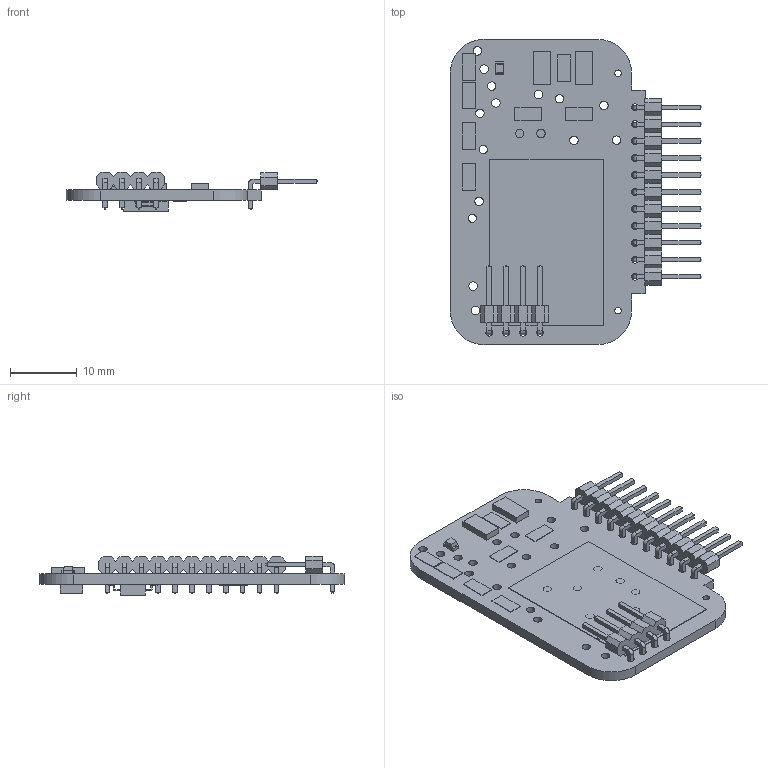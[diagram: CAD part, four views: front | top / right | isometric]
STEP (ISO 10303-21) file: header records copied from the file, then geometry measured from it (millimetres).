
FILE_DESCRIPTION(/* description */ (''),/* implementation_level */ '2;1');
FILE_NAME(/* name */ 'G850V ESP8266 II v1.step',/* time_stamp */ '2022-02-15T16:17:28+00:00',/* author */ (''),/* organization */ (''),/* preprocessor_version */ 'ST-DEVELOPER v18.1',/* originating_system */ 'Autodesk Translation Framework v10.13.0.1454',/* authorisation */ '');
FILE_SCHEMA (('AUTOMOTIVE_DESIGN { 1 0 10303 214 3 1 1 }'));
Length unit declared in the file: millimetre
Products named in the file (12): G850V ESP8266 II; Board; Packages; CAPC4532X135; 1X04/90; 1X11/90; SOT230P700X170-4; LEDC2012X110N_FLAT-B; Model; TACTILE_SWITCH_SMD_4.6X2.8MM; R0805; ESP-12E
Assembly tree (21 placements, depth 4):
  G850V ESP8266 II
    Board
    Packages
      CAPC4532X135
      1X04/90
      1X11/90
      SOT230P700X170-4
      LEDC2012X110N_FLAT-B
        Model
      TACTILE_SWITCH_SMD_4.6X2.8MM  x2
      R0805  x10
      ESP-12E
Bounding box: 37.7 x 45.72 x 5.94 mm (x, y, z)
Volume: 2370 mm3; surface area: 5086.5 mm2
Topology: 23 solids, 23 shells, 751 faces, 1787 edges, 1118 vertices
Faces by surface type: plane 578, cylinder 141, sphere 32
Full cylindrical faces by diameter (mm): 1 x2, 1.016 x15, 1.27 x26
Entity records: 20585 total; most frequent: CARTESIAN_POINT 3430, DIRECTION 3399, ORIENTED_EDGE 3334, EDGE_CURVE 1667, LINE 1385, VECTOR 1385, VERTEX_POINT 1038, AXIS2_PLACEMENT_3D 1007
